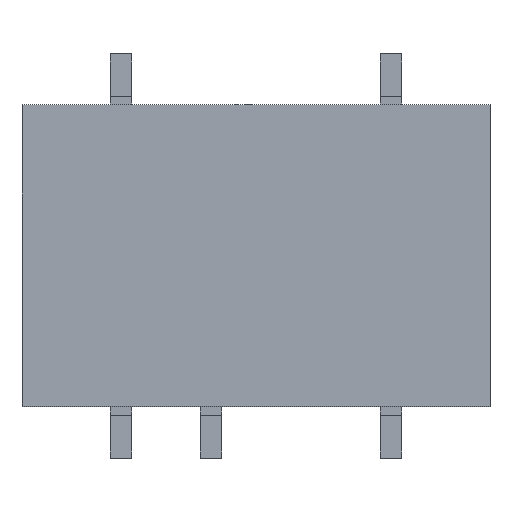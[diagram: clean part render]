
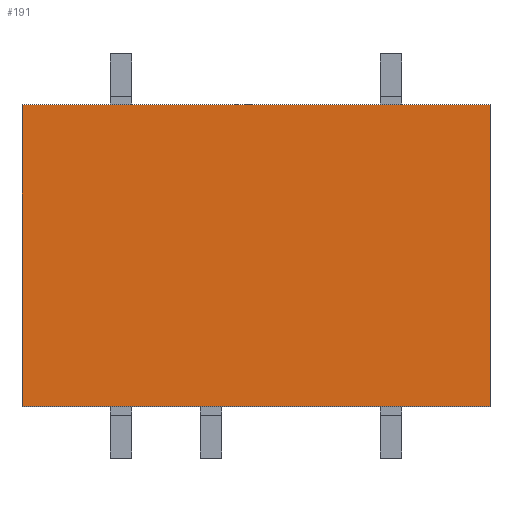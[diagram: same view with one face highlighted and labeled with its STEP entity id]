
A CAD part, top view. The second image highlights one B-rep face of the part: STEP entity #191.
In plain terms, the highlighted planar face has unit normal (0, 0, 1).
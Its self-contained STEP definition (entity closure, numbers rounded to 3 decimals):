
#62 = VERTEX_POINT('',#63);
#63 = CARTESIAN_POINT('',(0.,0.,7.));
#78 = VERTEX_POINT('',#79);
#79 = CARTESIAN_POINT('',(0.,8.5,7.));
#85 = EDGE_CURVE('',#62,#78,#86,.T.);
#86 = LINE('',#87,#88);
#87 = CARTESIAN_POINT('',(0.,0.,7.));
#88 = VECTOR('',#89,1.);
#89 = DIRECTION('',(-0.,1.,0.));
#102 = VERTEX_POINT('',#103);
#103 = CARTESIAN_POINT('',(13.2,0.,7.));
#118 = VERTEX_POINT('',#119);
#119 = CARTESIAN_POINT('',(13.2,8.5,7.));
#125 = EDGE_CURVE('',#102,#118,#126,.T.);
#126 = LINE('',#127,#128);
#127 = CARTESIAN_POINT('',(13.2,0.,7.));
#128 = VECTOR('',#129,1.);
#129 = DIRECTION('',(-0.,1.,0.));
#146 = EDGE_CURVE('',#62,#102,#147,.T.);
#147 = LINE('',#148,#149);
#148 = CARTESIAN_POINT('',(0.,0.,7.));
#149 = VECTOR('',#150,1.);
#150 = DIRECTION('',(1.,0.,-0.));
#168 = EDGE_CURVE('',#78,#118,#169,.T.);
#169 = LINE('',#170,#171);
#170 = CARTESIAN_POINT('',(0.,8.5,7.));
#171 = VECTOR('',#172,1.);
#172 = DIRECTION('',(1.,0.,-0.));
#191 = ADVANCED_FACE('',(#192),#198,.T.);
#192 = FACE_BOUND('',#193,.T.);
#193 = EDGE_LOOP('',(#194,#195,#196,#197));
#194 = ORIENTED_EDGE('',*,*,#85,.F.);
#195 = ORIENTED_EDGE('',*,*,#146,.T.);
#196 = ORIENTED_EDGE('',*,*,#125,.T.);
#197 = ORIENTED_EDGE('',*,*,#168,.F.);
#198 = PLANE('',#199);
#199 = AXIS2_PLACEMENT_3D('',#200,#201,#202);
#200 = CARTESIAN_POINT('',(0.,0.,7.));
#201 = DIRECTION('',(0.,0.,1.));
#202 = DIRECTION('',(1.,0.,-0.));
